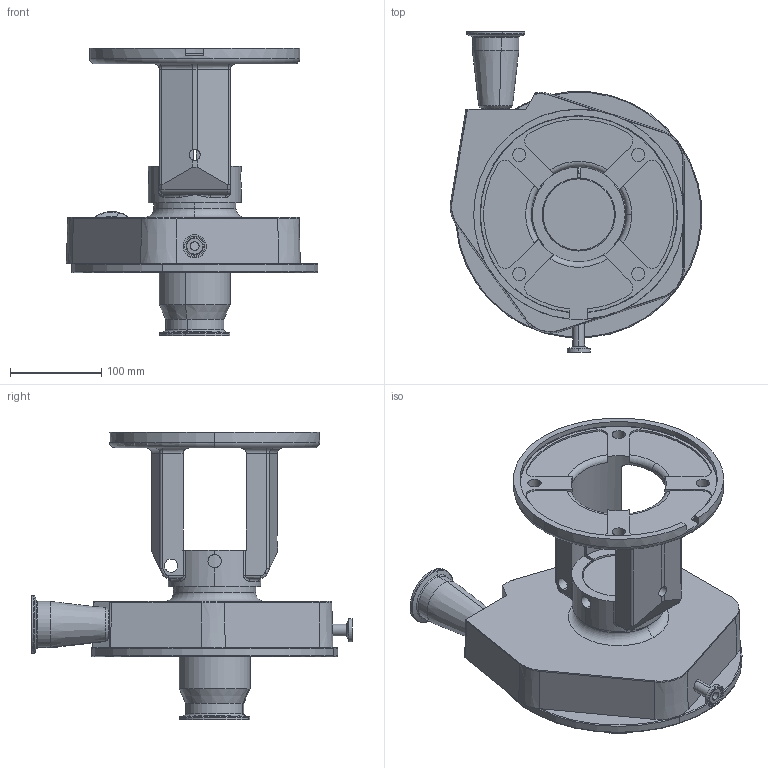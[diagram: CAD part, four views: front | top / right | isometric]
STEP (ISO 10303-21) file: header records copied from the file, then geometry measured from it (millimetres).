
FILE_DESCRIPTION (( 'STEP AP214' ), '1' );
FILE_NAME ('FPR 1741-1742 180-250TC VERT 1-2 IN STR DRAIN.STEP', '2023-01-11T19:50:34', ( '' ), ( '' ), 'SwSTEP 2.0', 'SolidWorks 2021', '' );
FILE_SCHEMA (( 'AUTOMOTIVE_DESIGN' ));
Length unit declared in the file: millimetre
Products named in the file (1): FPR 1741-1742 180-250TC VERT 1-2 IN STR DRAIN
Bounding box: 275.09 x 350.5 x 314.5 mm (x, y, z)
Volume: 2915868.4 mm3; surface area: 528933.3 mm2
Topology: 1 solids, 6 shells, 419 faces, 1010 edges, 596 vertices
Faces by surface type: cylinder 153, torus 94, plane 86, cone 74, bspline 9, sphere 3
Entity records: 13755 total; most frequent: CARTESIAN_POINT 3859, DIRECTION 2251, ORIENTED_EDGE 1988, EDGE_CURVE 994, AXIS2_PLACEMENT_3D 943, VERTEX_POINT 596, CIRCLE 532, EDGE_LOOP 456
